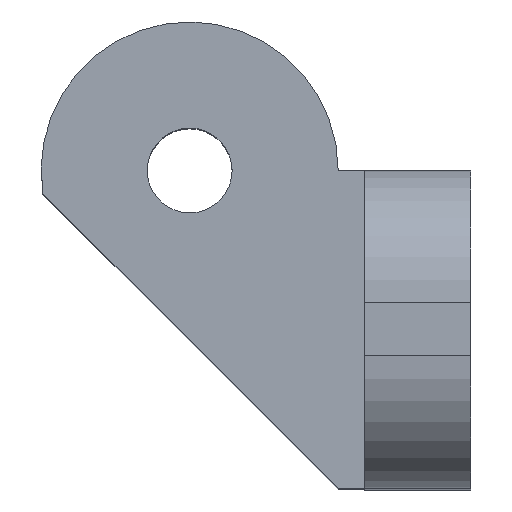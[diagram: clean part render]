
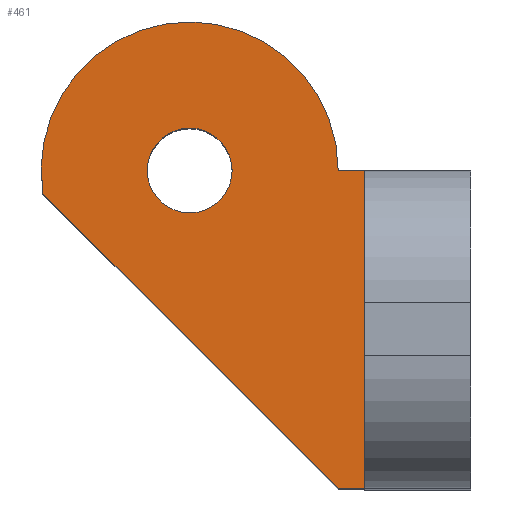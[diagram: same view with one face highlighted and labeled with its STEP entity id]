
A CAD part, top view. The second image highlights one B-rep face of the part: STEP entity #461.
In plain terms, the highlighted planar face has unit normal (0, 0, 1).
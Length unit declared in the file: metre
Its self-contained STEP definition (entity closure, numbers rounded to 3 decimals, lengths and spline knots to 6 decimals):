
#24=CIRCLE('',#504,0.005597);
#31=CIRCLE('',#518,0.0016);
#140=ORIENTED_EDGE('',*,*,#210,.F.);
#141=ORIENTED_EDGE('',*,*,#201,.F.);
#142=ORIENTED_EDGE('',*,*,#226,.F.);
#143=ORIENTED_EDGE('',*,*,#184,.T.);
#144=ORIENTED_EDGE('',*,*,#216,.F.);
#145=ORIENTED_EDGE('',*,*,#227,.T.);
#184=EDGE_CURVE('',#247,#246,#290,.T.);
#201=EDGE_CURVE('',#255,#256,#297,.T.);
#210=EDGE_CURVE('',#256,#264,#304,.T.);
#216=EDGE_CURVE('',#264,#246,#24,.F.);
#226=EDGE_CURVE('',#247,#255,#313,.T.);
#227=EDGE_CURVE('',#271,#271,#31,.F.);
#246=VERTEX_POINT('',#695);
#247=VERTEX_POINT('',#697);
#255=VERTEX_POINT('',#727);
#256=VERTEX_POINT('',#729);
#264=VERTEX_POINT('',#748);
#271=VERTEX_POINT('',#781);
#290=LINE('',#696,#332);
#297=LINE('',#728,#339);
#304=LINE('',#747,#346);
#313=LINE('',#779,#355);
#332=VECTOR('',#549,1.);
#339=VECTOR('',#588,1.);
#346=VECTOR('',#603,1.);
#355=VECTOR('',#644,1.);
#383=EDGE_LOOP('',(#140,#141,#142,#143,#144));
#384=EDGE_LOOP('',(#145));
#419=FACE_BOUND('',#383,.T.);
#420=FACE_BOUND('',#384,.T.);
#438=PLANE('',#517);
#461=ADVANCED_FACE('',(#419,#420),#438,.T.);
#504=AXIS2_PLACEMENT_3D('',#759,#613,#614);
#517=AXIS2_PLACEMENT_3D('',#778,#642,#643);
#518=AXIS2_PLACEMENT_3D('',#780,#645,#646);
#549=DIRECTION('',(-1.,0.,0.));
#588=DIRECTION('',(-1.,0.,0.));
#603=DIRECTION('',(-0.707,0.707,0.));
#613=DIRECTION('',(0.,0.,1.));
#614=DIRECTION('',(0.,-1.,0.));
#642=DIRECTION('',(0.,0.,1.));
#643=DIRECTION('',(0.,-1.,0.));
#644=DIRECTION('',(0.,-1.,0.));
#645=DIRECTION('',(0.,0.,1.));
#646=DIRECTION('',(0.,-1.,0.));
#695=CARTESIAN_POINT('',(-0.08051,0.017,0.01035));
#696=CARTESIAN_POINT('',(-0.07951,0.017,0.01035));
#697=CARTESIAN_POINT('',(-0.07951,0.017,0.01035));
#727=CARTESIAN_POINT('',(-0.07951,0.005,0.01035));
#728=CARTESIAN_POINT('',(-0.07951,0.005,0.01035));
#729=CARTESIAN_POINT('',(-0.08051,0.005,0.01035));
#747=CARTESIAN_POINT('',(-0.086073,0.010563,0.01035));
#748=CARTESIAN_POINT('',(-0.091636,0.016126,0.01035));
#759=CARTESIAN_POINT('',(-0.086107,0.017,0.01035));
#778=CARTESIAN_POINT('',(-0.10551,0.010782,0.01035));
#779=CARTESIAN_POINT('',(-0.07951,0.010782,0.01035));
#780=CARTESIAN_POINT('',(-0.086107,0.017,0.01035));
#781=CARTESIAN_POINT('',(-0.086107,0.0154,0.01035));
